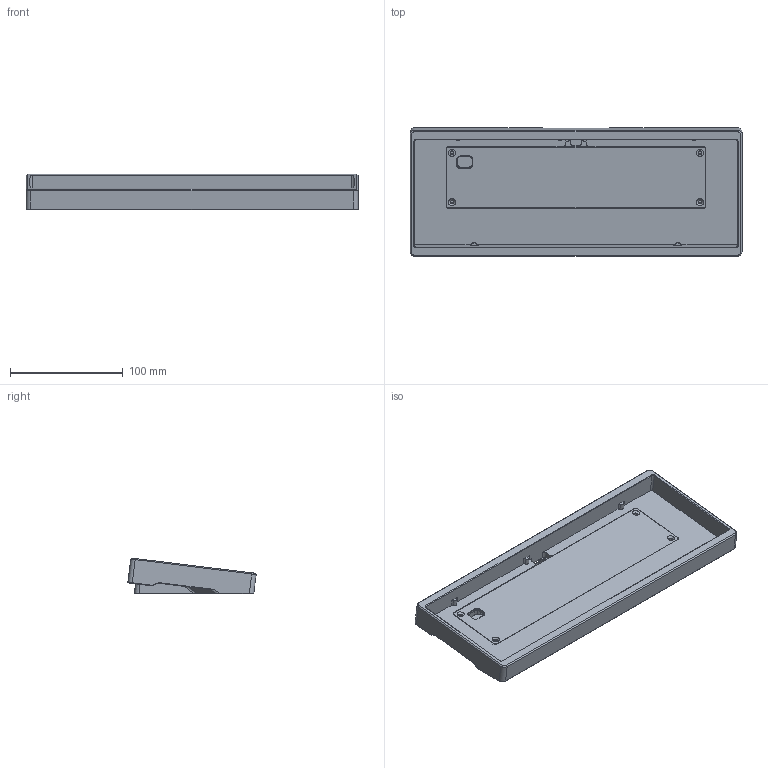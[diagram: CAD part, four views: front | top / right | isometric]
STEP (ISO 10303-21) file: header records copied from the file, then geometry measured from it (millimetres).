
FILE_DESCRIPTION(/* description */ (''),/* implementation_level */ '2;1');
FILE_NAME(/* name */ 'Shark60_.step',/* time_stamp */ '2025-08-25T20:39:26+02:00',/* author */ (''),/* organization */ (''),/* preprocessor_version */ 'ST-DEVELOPER v20.1',/* originating_system */ 'Autodesk Translation Framework v14.10.0.0',/* authorisation */ '');
FILE_SCHEMA (('AUTOMOTIVE_DESIGN { 1 0 10303 214 3 1 1 }'));
Length unit declared in the file: millimetre
Products named in the file (1): PMMA60
Bounding box: 294.7 x 113.89 x 31.76 mm (x, y, z)
Volume: 304400.4 mm3; surface area: 151160.5 mm2
Topology: 3 solids, 3 shells, 411 faces, 1101 edges, 710 vertices
Faces by surface type: plane 175, cylinder 142, bspline 60, cone 34
Full cylindrical faces by diameter (mm): 1.6 x4, 1.623 x4, 2.4 x4, 2.529 x4, 3.4 x4
Entity records: 13326 total; most frequent: CARTESIAN_POINT 3259, ORIENTED_EDGE 2194, DIRECTION 1981, EDGE_CURVE 1097, VERTEX_POINT 710, AXIS2_PLACEMENT_3D 661, LINE 659, VECTOR 659
